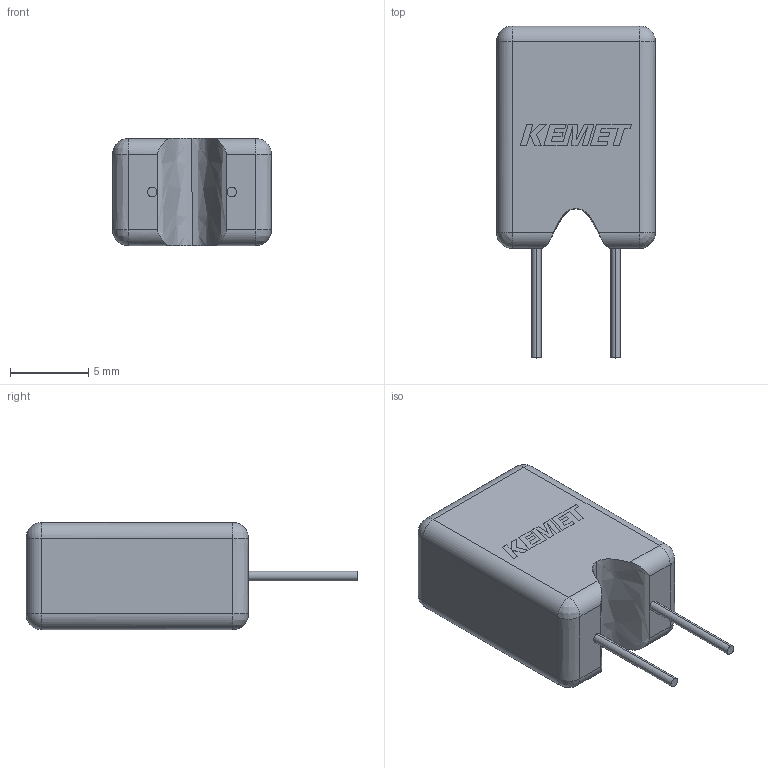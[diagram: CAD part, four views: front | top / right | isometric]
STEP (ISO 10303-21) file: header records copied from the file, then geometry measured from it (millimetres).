
FILE_DESCRIPTION (( 'STEP AP214' ), '1' );
FILE_NAME ('CCR_KRCST2_C340_L10.16H11.68T6.85S5.08LL7F0.61.STEP', '2017-11-21T17:01:43', ( '' ), ( '' ), 'SwSTEP 2.0', 'SolidWorks 2014', '' );
FILE_SCHEMA (( 'AUTOMOTIVE_DESIGN' ));
Length unit declared in the file: millimetre
Products named in the file (1): CCR_KRCST2_C340_L10.16H11.68T6.85S5.08LL7F0.61
Bounding box: 10.16 x 21.22 x 6.86 mm (x, y, z)
Volume: 924.9 mm3; surface area: 614.6 mm2
Topology: 4 solids, 4 shells, 94 faces, 236 edges, 144 vertices
Faces by surface type: plane 66, cylinder 16, bspline 8, sphere 4
Entity records: 4253 total; most frequent: CARTESIAN_POINT 1023, ORIENTED_EDGE 456, DIRECTION 398, EDGE_CURVE 228, LINE 184, VECTOR 184, VERTEX_POINT 144, AXIS2_PLACEMENT_3D 107
